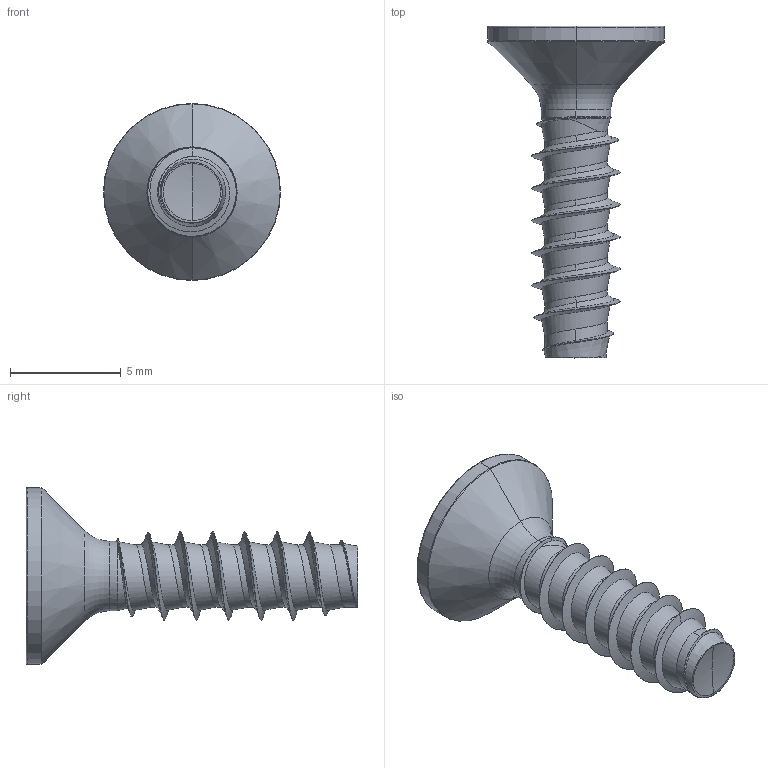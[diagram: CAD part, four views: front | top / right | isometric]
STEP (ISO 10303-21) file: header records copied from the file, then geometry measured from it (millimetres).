
FILE_DESCRIPTION (( 'STEP AP203' ), '1' );
FILE_NAME ('STP330400150.STEP', '2017-08-15T16:31:00', ( '' ), ( '' ), 'SwSTEP 2.0', 'SolidWorks 2015', '' );
FILE_SCHEMA (( 'CONFIG_CONTROL_DESIGN' ));
Length unit declared in the file: millimetre
Products named in the file (1): STP330400150
Bounding box: 8 x 15 x 8 mm (x, y, z)
Volume: 176.1 mm3; surface area: 320.7 mm2
Topology: 1 solids, 1 shells, 175 faces, 395 edges, 222 vertices
Faces by surface type: cylinder 60, bspline 51, sphere 26, plane 22, cone 10, torus 6
Entity records: 17066 total; most frequent: CARTESIAN_POINT 13542, ORIENTED_EDGE 786, DIRECTION 640, EDGE_CURVE 393, AXIS2_PLACEMENT_3D 263, VERTEX_POINT 222, EDGE_LOOP 177, FACE_OUTER_BOUND 175
